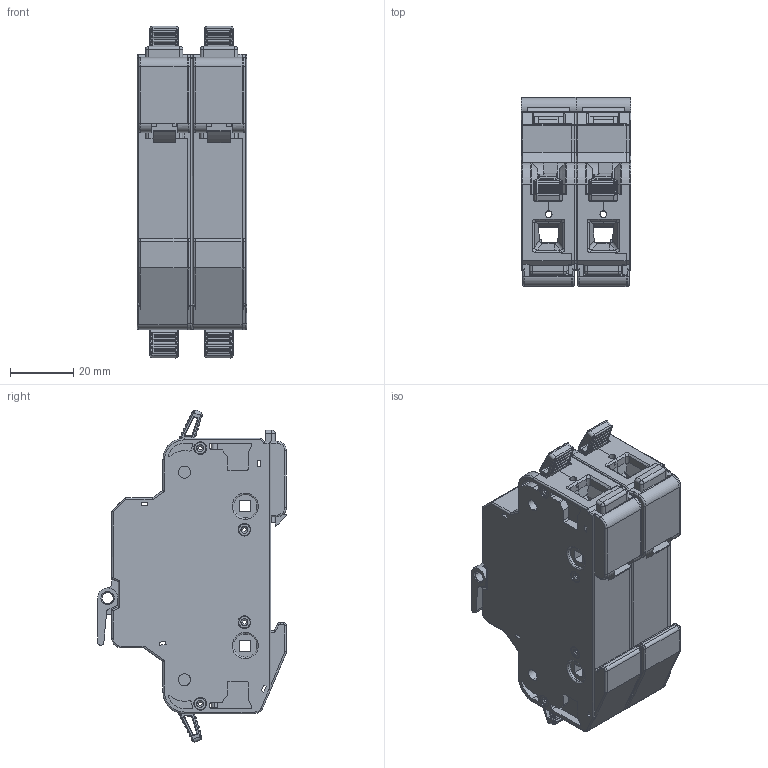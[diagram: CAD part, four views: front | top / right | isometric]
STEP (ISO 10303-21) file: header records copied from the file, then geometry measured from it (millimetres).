
FILE_DESCRIPTION (( 'STEP AP214' ), '1' );
FILE_NAME ('USGCC USGM 2.STEP', '2013-01-28T16:10:26', ( '' ), ( '' ), 'SwSTEP 2.0', 'SolidWorks 2012', '' );
FILE_SCHEMA (( 'AUTOMOTIVE_DESIGN' ));
Length unit declared in the file: inch
Products named in the file (1): USGCC USGM 2
Bounding box: 34.6 x 59.71 x 104.89 mm (x, y, z)
Surface area: 44839.4 mm2 (no closed solid volume)
Topology: 0 solids, 39 shells, 1875 faces, 7083 edges, 5169 vertices
Faces by surface type: cylinder 670, plane 651, torus 260, bspline 199, cone 83, sphere 12
Entity records: 109303 total; most frequent: CARTESIAN_POINT 27994, DIRECTION 11557, ORIENTED_EDGE 10882, EDGE_CURVE 7052, VERTEX_POINT 5169, LINE 3857, VECTOR 3857, AXIS2_PLACEMENT_3D 3850
